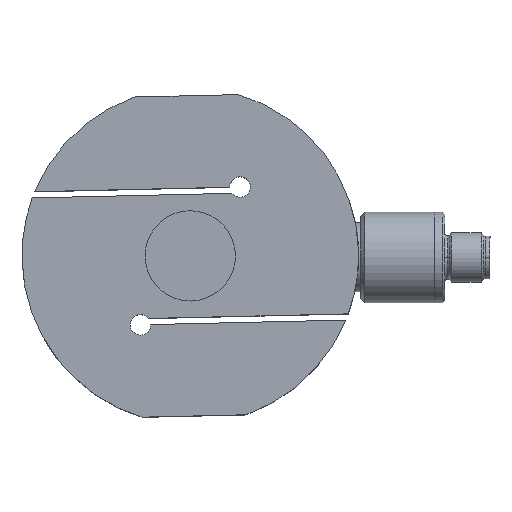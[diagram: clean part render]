
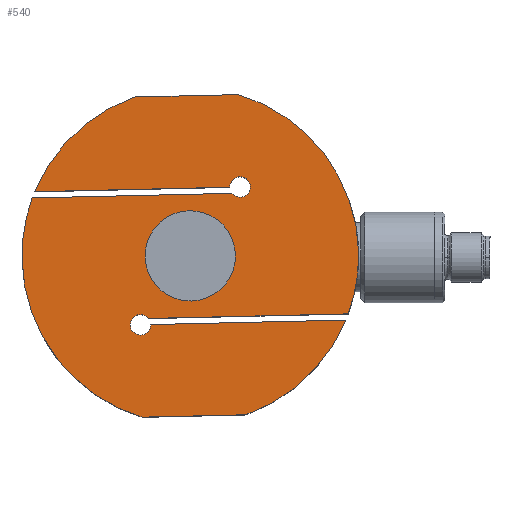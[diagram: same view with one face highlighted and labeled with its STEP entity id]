
A CAD part, top view. The second image highlights one B-rep face of the part: STEP entity #540.
In plain terms, the highlighted planar face has unit normal (0, 0, 1).
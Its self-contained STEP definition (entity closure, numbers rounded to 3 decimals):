
#540=ADVANCED_FACE('4:18990',(#1034,#1035),#1036,.F.);
#1034=FACE_BOUND('',#1498,.T.);
#1035=FACE_OUTER_BOUND('',#1499,.T.);
#1036=PLANE('',#1500);
#1498=EDGE_LOOP('',(#2620,#2621));
#1499=EDGE_LOOP('',(#2622,#2623,#2624,#2625,#2626,#2627,#2628,#2629,#2630,#2631,#2632,#2633,#2634,#2635,#2636,#2637));
#1500=AXIS2_PLACEMENT_3D('',#2638,#2639,#2640);
#2620=ORIENTED_EDGE('',*,*,#2910,.F.);
#2621=ORIENTED_EDGE('',*,*,#2997,.F.);
#2622=ORIENTED_EDGE('',*,*,#3050,.F.);
#2623=ORIENTED_EDGE('',*,*,#2740,.F.);
#2624=ORIENTED_EDGE('',*,*,#2716,.F.);
#2625=ORIENTED_EDGE('',*,*,#2999,.F.);
#2626=ORIENTED_EDGE('',*,*,#2956,.F.);
#2627=ORIENTED_EDGE('',*,*,#3122,.F.);
#2628=ORIENTED_EDGE('',*,*,#3022,.F.);
#2629=ORIENTED_EDGE('',*,*,#2791,.F.);
#2630=ORIENTED_EDGE('',*,*,#2894,.F.);
#2631=ORIENTED_EDGE('',*,*,#2941,.F.);
#2632=ORIENTED_EDGE('',*,*,#3077,.F.);
#2633=ORIENTED_EDGE('',*,*,#3157,.F.);
#2634=ORIENTED_EDGE('',*,*,#3108,.F.);
#2635=ORIENTED_EDGE('',*,*,#2821,.F.);
#2636=ORIENTED_EDGE('',*,*,#2984,.F.);
#2637=ORIENTED_EDGE('',*,*,#2809,.F.);
#2638=CARTESIAN_POINT('',(-9.65,0.353,26.));
#2639=DIRECTION('',(0.,0.,-1.0));
#2640=DIRECTION('',(1.,0.023,0.));
#2716=EDGE_CURVE('4:19071',#3182,#3183,#3184,.F.);
#2740=EDGE_CURVE('4:19068',#3183,#3223,#3224,.T.);
#2791=EDGE_CURVE('4:19080',#3312,#3314,#3315,.T.);
#2809=EDGE_CURVE('4:19098',#3343,#3338,#3345,.T.);
#2821=EDGE_CURVE('4:19095',#3365,#3366,#3367,.F.);
#2894=EDGE_CURVE('4:19083',#3479,#3312,#3480,.T.);
#2910=EDGE_CURVE('4:19062',#3500,#3498,#3502,.F.);
#2941=EDGE_CURVE('4:19086',#3550,#3479,#3551,.T.);
#2956=EDGE_CURVE('4:19074',#3573,#3568,#3575,.T.);
#2984=EDGE_CURVE('',#3338,#3365,#3615,.T.);
#2997=EDGE_CURVE('',#3498,#3500,#3629,.F.);
#2999=EDGE_CURVE('',#3568,#3182,#3631,.T.);
#3022=EDGE_CURVE('',#3314,#3662,#3663,.T.);
#3050=EDGE_CURVE('4:19065',#3223,#3343,#3696,.T.);
#3077=EDGE_CURVE('4:19089',#3730,#3550,#3731,.F.);
#3108=EDGE_CURVE('4:19092',#3366,#3766,#3769,.T.);
#3122=EDGE_CURVE('4:19077',#3662,#3573,#3785,.F.);
#3157=EDGE_CURVE('',#3766,#3730,#3824,.T.);
#3182=VERTEX_POINT('',#3851);
#3183=VERTEX_POINT('',#3852);
#3184=LINE('',#3853,#3854);
#3223=VERTEX_POINT('',#3898);
#3224=CIRCLE('',#3899,41.0);
#3312=VERTEX_POINT('',#3995);
#3314=VERTEX_POINT('',#3998);
#3315=CIRCLE('',#3999,41.0);
#3338=VERTEX_POINT('',#4044);
#3343=VERTEX_POINT('',#4050);
#3345=CIRCLE('',#4053,41.0);
#3365=VERTEX_POINT('',#4077);
#3366=VERTEX_POINT('',#4078);
#3367=LINE('',#4079,#4080);
#3479=VERTEX_POINT('',#4213);
#3480=LINE('',#4214,#4215);
#3498=VERTEX_POINT('',#4237);
#3500=VERTEX_POINT('',#4240);
#3502=CIRCLE('',#4243,11.0);
#3550=VERTEX_POINT('',#4299);
#3551=CIRCLE('',#4300,41.0);
#3568=VERTEX_POINT('',#4320);
#3573=VERTEX_POINT('',#4326);
#3575=CIRCLE('',#4329,2.5);
#3615=CIRCLE('',#4375,41.0);
#3629=CIRCLE('',#4392,11.0);
#3631=CIRCLE('',#4394,2.5);
#3662=VERTEX_POINT('',#4451);
#3663=CIRCLE('',#4452,41.0);
#3696=LINE('',#4490,#4491);
#3730=VERTEX_POINT('',#4534);
#3731=LINE('',#4535,#4536);
#3766=VERTEX_POINT('',#4577);
#3769=CIRCLE('',#4581,2.5);
#3785=LINE('',#4599,#4600);
#3824=CIRCLE('',#4646,2.5);
#3851=CARTESIAN_POINT('',(-19.27,-16.371,26.));
#3852=CARTESIAN_POINT('',(28.251,-15.284,26.));
#3853=CARTESIAN_POINT('',(-2.504,-15.987,26.));
#3854=VECTOR('',#4671,1.0);
#3898=CARTESIAN_POINT('',(3.888,-38.347,26.));
#3899=AXIS2_PLACEMENT_3D('',#4716,#4717,#4718);
#3995=CARTESIAN_POINT('',(2.104,39.633,26.));
#3998=CARTESIAN_POINT('',(31.339,1.291,26.));
#3999=AXIS2_PLACEMENT_3D('',#4821,#4822,#4823);
#4044=CARTESIAN_POINT('',(-50.639,-0.585,26.));
#4050=CARTESIAN_POINT('',(-21.404,-38.926,26.));
#4053=AXIS2_PLACEMENT_3D('',#4848,#4849,#4850);
#4077=CARTESIAN_POINT('',(-48.141,14.477,26.));
#4078=CARTESIAN_POINT('',(0.504,15.59,26.));
#4079=CARTESIAN_POINT('',(-16.926,15.191,26.));
#4080=VECTOR('',#4867,1.0);
#4213=CARTESIAN_POINT('',(-23.188,39.054,26.));
#4214=CARTESIAN_POINT('',(-23.188,39.054,26.));
#4215=VECTOR('',#4988,1.);
#4237=CARTESIAN_POINT('',(-20.647,0.102,26.));
#4240=CARTESIAN_POINT('',(1.347,0.605,26.));
#4243=AXIS2_PLACEMENT_3D('',#5007,#5008,#5009);
#4299=CARTESIAN_POINT('',(-47.551,15.99,26.));
#4300=AXIS2_PLACEMENT_3D('',#5057,#5058,#5059);
#4320=CARTESIAN_POINT('',(-24.269,-16.485,26.));
#4326=CARTESIAN_POINT('',(-19.804,-14.883,26.));
#4329=AXIS2_PLACEMENT_3D('',#5083,#5084,#5085);
#4375=AXIS2_PLACEMENT_3D('',#5128,#5129,#5130);
#4392=AXIS2_PLACEMENT_3D('',#5146,#5147,#5148);
#4394=AXIS2_PLACEMENT_3D('',#5149,#5150,#5151);
#4451=CARTESIAN_POINT('',(28.841,-13.77,26.));
#4452=AXIS2_PLACEMENT_3D('',#5184,#5185,#5186);
#4490=CARTESIAN_POINT('',(-21.404,-38.926,26.));
#4491=VECTOR('',#5222,1.);
#4534=CARTESIAN_POINT('',(-0.03,17.078,26.));
#4535=CARTESIAN_POINT('',(-16.796,16.694,26.));
#4536=VECTOR('',#5256,1.0);
#4577=CARTESIAN_POINT('',(4.969,17.192,26.));
#4581=AXIS2_PLACEMENT_3D('',#5297,#5298,#5299);
#4599=CARTESIAN_POINT('',(-2.374,-14.484,26.));
#4600=VECTOR('',#5317,1.0);
#4646=AXIS2_PLACEMENT_3D('',#5343,#5344,#5345);
#4671=DIRECTION('',(-1.,-0.023,0.));
#4716=CARTESIAN_POINT('',(-9.65,0.353,26.));
#4717=DIRECTION('',(0.,0.,-1.0));
#4718=DIRECTION('',(1.,0.023,0.));
#4821=CARTESIAN_POINT('',(-9.65,0.353,26.));
#4822=DIRECTION('',(0.,0.,-1.0));
#4823=DIRECTION('',(1.,0.023,0.));
#4848=CARTESIAN_POINT('',(-9.65,0.353,26.));
#4849=DIRECTION('',(0.,0.,-1.0));
#4850=DIRECTION('',(1.,0.023,0.));
#4867=DIRECTION('',(-1.,-0.023,0.));
#4988=DIRECTION('',(1.,0.023,0.));
#5007=CARTESIAN_POINT('',(-9.65,0.353,26.));
#5008=DIRECTION('',(0.,0.,-1.0));
#5009=DIRECTION('',(-1.,-0.023,0.));
#5057=CARTESIAN_POINT('',(-9.65,0.353,26.));
#5058=DIRECTION('',(0.,0.,-1.0));
#5059=DIRECTION('',(1.,0.023,0.));
#5083=CARTESIAN_POINT('',(-21.769,-16.428,26.));
#5084=DIRECTION('',(0.,0.,1.0));
#5085=DIRECTION('',(1.,0.023,0.));
#5128=CARTESIAN_POINT('',(-9.65,0.353,26.));
#5129=DIRECTION('',(0.,0.,-1.0));
#5130=DIRECTION('',(1.,0.023,0.));
#5146=CARTESIAN_POINT('',(-9.65,0.353,26.));
#5147=DIRECTION('',(0.,0.,-1.0));
#5148=DIRECTION('',(-1.,-0.023,0.));
#5149=CARTESIAN_POINT('',(-21.769,-16.428,26.));
#5150=DIRECTION('',(0.,0.,1.0));
#5151=DIRECTION('',(1.,0.023,0.));
#5184=CARTESIAN_POINT('',(-9.65,0.353,26.));
#5185=DIRECTION('',(0.,0.,-1.0));
#5186=DIRECTION('',(1.,0.023,0.));
#5222=DIRECTION('',(-1.,-0.023,0.));
#5256=DIRECTION('',(1.,0.023,0.));
#5297=CARTESIAN_POINT('',(2.469,17.135,26.));
#5298=DIRECTION('',(0.,0.,1.0));
#5299=DIRECTION('',(1.,0.023,0.));
#5317=DIRECTION('',(1.,0.023,0.));
#5343=CARTESIAN_POINT('',(2.469,17.135,26.));
#5344=DIRECTION('',(0.,0.,1.0));
#5345=DIRECTION('',(1.,0.023,0.));
